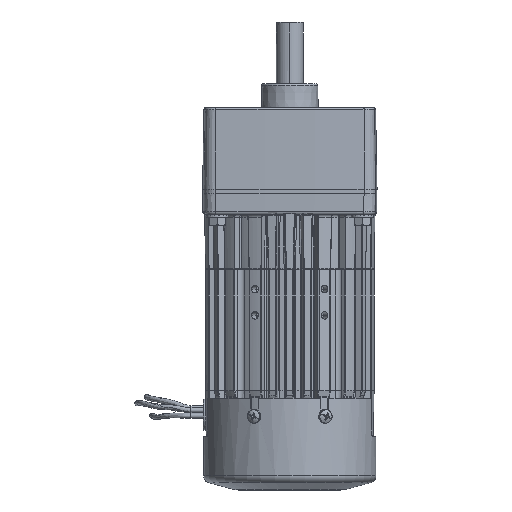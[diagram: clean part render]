
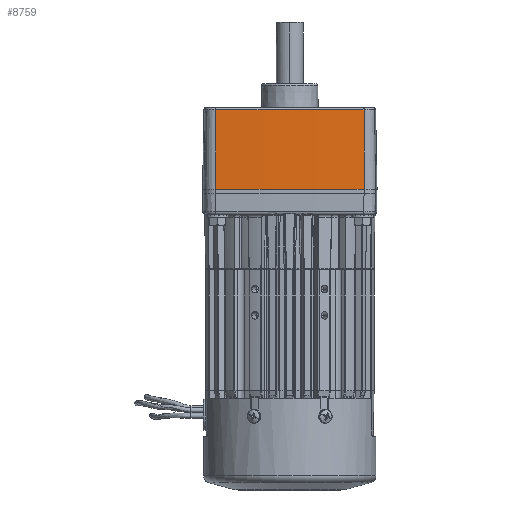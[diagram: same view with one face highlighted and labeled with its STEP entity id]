
A CAD part, front view. The second image highlights one B-rep face of the part: STEP entity #8759.
In plain terms, the highlighted conical face has half-angle 1 degrees and reference radius 1159.26 mm.
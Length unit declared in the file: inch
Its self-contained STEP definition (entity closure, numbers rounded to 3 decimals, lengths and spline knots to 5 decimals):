
#30 = CARTESIAN_POINT ( 'NONE',  ( -1.72808, -1.99727, 0. ) ) ;
#759 = AXIS2_PLACEMENT_3D ( 'NONE', #59564, #17179, #66599 ) ;
#890 = CONICAL_SURFACE ( 'NONE', #28770, 45.64, 0.017 ) ;
#5251 = ORIENTED_EDGE ( 'NONE', *, *, #31261, .T. ) ;
#8078 = ORIENTED_EDGE ( 'NONE', *, *, #74275, .T. ) ;
#8255 = CIRCLE ( 'NONE', #759, 45.6076 ) ;
#8759 = ADVANCED_FACE ( 'NONE', ( #76080 ), #890, .T. ) ;
#11283 = VERTEX_POINT ( 'NONE', #56876 ) ;
#13643 = VECTOR ( 'NONE', #82822, 39.37008 ) ;
#17179 = DIRECTION ( 'NONE',  ( 0., 0., -1. ) ) ;
#20352 = CIRCLE ( 'NONE', #91110, 45.64 ) ;
#20708 = CARTESIAN_POINT ( 'NONE',  ( 1.72808, -1.99727, 0. ) ) ;
#23960 = CARTESIAN_POINT ( 'NONE',  ( -1.72808, -1.99727, 0. ) ) ;
#28770 = AXIS2_PLACEMENT_3D ( 'NONE', #78254, #76330, #80574 ) ;
#30322 = DIRECTION ( 'NONE',  ( 0., 0., -1. ) ) ;
#31261 = EDGE_CURVE ( 'NONE', #54614, #11283, #69979, .T. ) ;
#35180 = ORIENTED_EDGE ( 'NONE', *, *, #64460, .F. ) ;
#36200 = CARTESIAN_POINT ( 'NONE',  ( -1.72685, -1.9649, 1.85605 ) ) ;
#47084 = EDGE_CURVE ( 'NONE', #11283, #79048, #8255, .T. ) ;
#51515 = EDGE_LOOP ( 'NONE', ( #5251, #78805, #8078, #35180 ) ) ;
#52686 = VECTOR ( 'NONE', #58700, 39.37008 ) ;
#54614 = VERTEX_POINT ( 'NONE', #20708 ) ;
#56876 = CARTESIAN_POINT ( 'NONE',  ( 1.72685, -1.9649, 1.85605 ) ) ;
#58700 = DIRECTION ( 'NONE',  ( -0.001, -0.017, -1. ) ) ;
#59564 = CARTESIAN_POINT ( 'NONE',  ( 0., 43.61, 1.85605 ) ) ;
#64460 = EDGE_CURVE ( 'NONE', #54614, #84079, #20352, .T. ) ;
#66599 = DIRECTION ( 'NONE',  ( 1., 0., 0. ) ) ;
#69979 = LINE ( 'NONE', #75719, #13643 ) ;
#72635 = CARTESIAN_POINT ( 'NONE',  ( 0., 43.61, 0. ) ) ;
#73624 = LINE ( 'NONE', #23960, #52686 ) ;
#74275 = EDGE_CURVE ( 'NONE', #79048, #84079, #73624, .T. ) ;
#75719 = CARTESIAN_POINT ( 'NONE',  ( 1.72808, -1.99727, 0. ) ) ;
#76080 = FACE_OUTER_BOUND ( 'NONE', #51515, .T. ) ;
#76330 = DIRECTION ( 'NONE',  ( 0., 0., -1. ) ) ;
#78254 = CARTESIAN_POINT ( 'NONE',  ( 0., 43.61, 0. ) ) ;
#78805 = ORIENTED_EDGE ( 'NONE', *, *, #47084, .T. ) ;
#79048 = VERTEX_POINT ( 'NONE', #36200 ) ;
#79745 = DIRECTION ( 'NONE',  ( 1., 0., 0. ) ) ;
#80574 = DIRECTION ( 'NONE',  ( 1., 0., 0. ) ) ;
#82822 = DIRECTION ( 'NONE',  ( -0.001, 0.017, 1. ) ) ;
#84079 = VERTEX_POINT ( 'NONE', #30 ) ;
#91110 = AXIS2_PLACEMENT_3D ( 'NONE', #72635, #30322, #79745 ) ;
